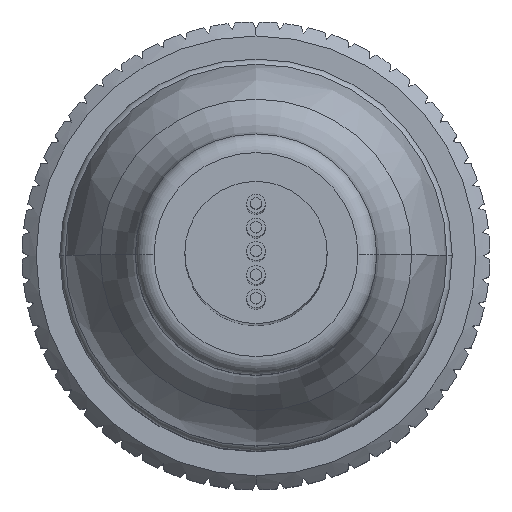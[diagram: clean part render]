
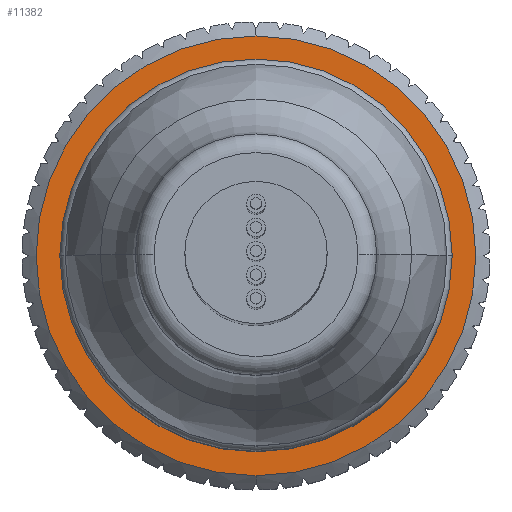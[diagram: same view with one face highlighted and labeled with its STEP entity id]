
A CAD part, top view. The second image highlights one B-rep face of the part: STEP entity #11382.
In plain terms, the highlighted planar face has unit normal (0, 0, 1).
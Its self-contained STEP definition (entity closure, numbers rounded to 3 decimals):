
#6562=CARTESIAN_POINT('',(0.,0.,10.948));
#6563=DIRECTION('',(0.,0.,1.));
#6564=DIRECTION('',(0.,1.,0.));
#6565=AXIS2_PLACEMENT_3D('',#6562,#6563,#6564);
#6571=CARTESIAN_POINT('',(0.,0.,10.948));
#6572=DIRECTION('',(0.,0.,-1.));
#6573=DIRECTION('',(0.,1.,0.));
#6574=AXIS2_PLACEMENT_3D('',#6571,#6572,#6573);
#6580=CARTESIAN_POINT('',(0.,0.,10.948));
#6581=DIRECTION('',(0.,0.,1.));
#6582=DIRECTION('',(0.,-1.,0.));
#6583=AXIS2_PLACEMENT_3D('',#6580,#6581,#6582);
#6585=CARTESIAN_POINT('',(0.,0.,
10.948));
#6586=DIRECTION('',(0.,0.,1.));
#6587=DIRECTION('',(0.,1.,0.));
#6588=AXIS2_PLACEMENT_3D('',#6585,#6586,#6587);
#7723=CARTESIAN_POINT('',(0.,7.7,10.948));
#7725=VERTEX_POINT('',#7723);
#7727=CARTESIAN_POINT('',(0.,-7.7,10.948));
#7729=VERTEX_POINT('',#7727);
#7731=CARTESIAN_POINT('',(0.,-11.75,10.948));
#7732=CARTESIAN_POINT('',(0.,11.75,10.948));
#7733=VERTEX_POINT('',#7731);
#7734=VERTEX_POINT('',#7732);
#11368=CARTESIAN_POINT('',(0.,0.,10.948));
#11369=DIRECTION('',(0.,0.,1.));
#11370=DIRECTION('',(0.,1.,0.));
#11371=AXIS2_PLACEMENT_3D('',#11368,#11369,#11370);
#11372=PLANE('',#11371);
#11374=ORIENTED_EDGE('',*,*,#11373,.F.);
#11375=ORIENTED_EDGE('',*,*,#8792,.F.);
#11376=EDGE_LOOP('',(#11374,#11375));
#11377=FACE_OUTER_BOUND('',#11376,.F.);
#11378=ORIENTED_EDGE('',*,*,#11361,.F.);
#11379=ORIENTED_EDGE('',*,*,#11350,.T.);
#11380=EDGE_LOOP('',(#11378,#11379));
#11381=FACE_BOUND('',#11380,.F.);
#11382=ADVANCED_FACE('',(#11377,#11381),#11372,.T.);
#6566=CIRCLE('',#6565,7.7);
#6575=CIRCLE('',#6574,7.7);
#6584=CIRCLE('',#6583,11.75);
#6589=CIRCLE('',#6588,11.75);
#8792=EDGE_CURVE('',#7734,#7733,#6589,.T.);
#11350=EDGE_CURVE('',#7725,#7729,#6566,.T.);
#11361=EDGE_CURVE('',#7725,#7729,#6575,.T.);
#11373=EDGE_CURVE('',#7733,#7734,#6584,.T.);
